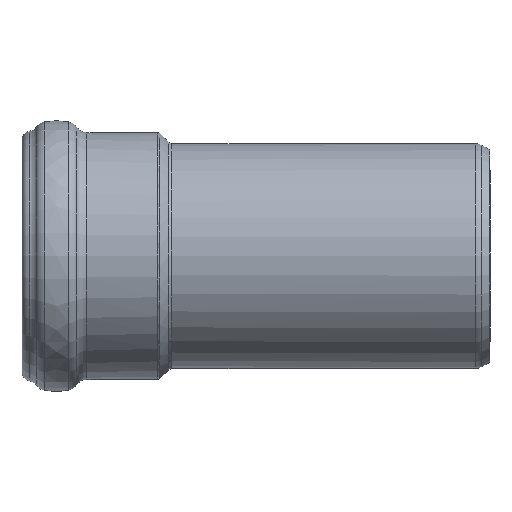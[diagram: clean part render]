
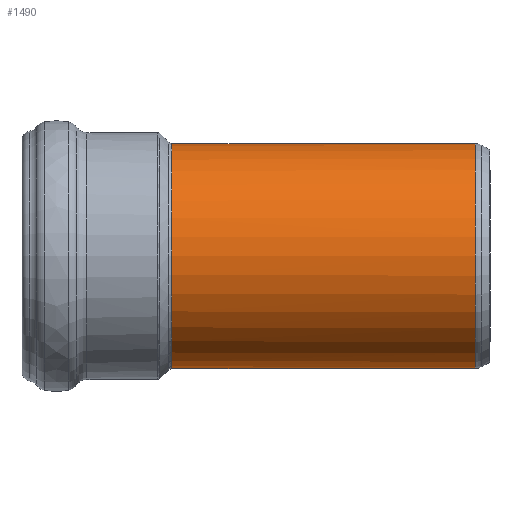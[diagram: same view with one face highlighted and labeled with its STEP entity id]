
A CAD part, left-side view. The second image highlights one B-rep face of the part: STEP entity #1490.
In plain terms, the highlighted cylindrical face has radius 45.1 mm (diameter 90.2 mm), a full revolution.
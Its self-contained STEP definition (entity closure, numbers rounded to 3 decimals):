
#35=LINE('',#2538,#60);
#60=VECTOR('',#1873,45.1);
#85=CYLINDRICAL_SURFACE('',#1597,45.1);
#106=B_SPLINE_CURVE_WITH_KNOTS('',3,(#2450,#2451,#2452,#2453,#2454,#2455,
#2456,#2457,#2458),.UNSPECIFIED.,.F.,.F.,(4,1,1,1,1,1,4),(-5.299,
-4.542,-3.785,-3.028,-2.271,
-1.514,0.),.UNSPECIFIED.);
#108=B_SPLINE_CURVE_WITH_KNOTS('',3,(#2494,#2495,#2496,#2497),
 .UNSPECIFIED.,.F.,.F.,(4,4),(-36.923,-36.593),
 .UNSPECIFIED.);
#110=B_SPLINE_CURVE_WITH_KNOTS('',3,(#2506,#2507,#2508,#2509,#2510,#2511,
#2512,#2513,#2514,#2515,#2516,#2517,#2518,#2519,#2520,#2521,#2522,#2523,
#2524,#2525,#2526,#2527,#2528,#2529,#2530,#2531,#2532,#2533,#2534,#2535,
#2536),.UNSPECIFIED.,.F.,.F.,(4,3,3,3,3,3,3,3,3,3,4),(-18.297,
-18.125,-18.057,-17.883,-17.709,
-17.471,-17.23,-17.099,-16.852,
-16.711,-16.621),.UNSPECIFIED.);
#111=B_SPLINE_CURVE_WITH_KNOTS('',3,(#2545,#2546,#2547,#2548,#2549),
 .UNSPECIFIED.,.F.,.F.,(4,1,4),(-19.972,-19.015,-18.297),
 .UNSPECIFIED.);
#112=B_SPLINE_CURVE_WITH_KNOTS('',3,(#2551,#2552,#2553,#2554,#2555,#2556,
#2557,#2558,#2559),.UNSPECIFIED.,.F.,.F.,(4,1,1,1,1,1,4),(-5.299,
-4.542,-3.785,-3.028,-2.271,-0.757,
0.),.UNSPECIFIED.);
#113=B_SPLINE_CURVE_WITH_KNOTS('',3,(#2561,#2562,#2563,#2564),
 .UNSPECIFIED.,.F.,.F.,(4,4),(-18.297,-17.966),
 .UNSPECIFIED.);
#160=FACE_OUTER_BOUND('',#240,.T.);
#240=EDGE_LOOP('',(#964,#965,#966,#967,#968,#969,#970,#971,#972,#973,#974,
#975));
#328=CIRCLE('',#1598,45.1);
#329=CIRCLE('',#1599,45.1);
#330=CIRCLE('',#1600,45.1);
#331=CIRCLE('',#1601,45.1);
#518=VERTEX_POINT('',#2447);
#519=VERTEX_POINT('',#2449);
#520=VERTEX_POINT('',#2493);
#522=VERTEX_POINT('',#2505);
#523=VERTEX_POINT('',#2537);
#524=VERTEX_POINT('',#2539);
#525=VERTEX_POINT('',#2541);
#526=VERTEX_POINT('',#2544);
#527=VERTEX_POINT('',#2550);
#528=VERTEX_POINT('',#2560);
#696=EDGE_CURVE('',#518,#519,#106,.T.);
#701=EDGE_CURVE('',#519,#520,#108,.T.);
#704=EDGE_CURVE('',#522,#518,#110,.T.);
#705=EDGE_CURVE('',#522,#523,#35,.T.);
#706=EDGE_CURVE('',#523,#524,#328,.T.);
#707=EDGE_CURVE('',#524,#525,#329,.T.);
#708=EDGE_CURVE('',#525,#523,#330,.T.);
#709=EDGE_CURVE('',#526,#522,#111,.T.);
#710=EDGE_CURVE('',#527,#526,#112,.T.);
#711=EDGE_CURVE('',#528,#527,#113,.T.);
#712=EDGE_CURVE('',#520,#528,#331,.T.);
#964=ORIENTED_EDGE('',*,*,#696,.F.);
#965=ORIENTED_EDGE('',*,*,#704,.F.);
#966=ORIENTED_EDGE('',*,*,#705,.T.);
#967=ORIENTED_EDGE('',*,*,#706,.T.);
#968=ORIENTED_EDGE('',*,*,#707,.T.);
#969=ORIENTED_EDGE('',*,*,#708,.T.);
#970=ORIENTED_EDGE('',*,*,#705,.F.);
#971=ORIENTED_EDGE('',*,*,#709,.F.);
#972=ORIENTED_EDGE('',*,*,#710,.F.);
#973=ORIENTED_EDGE('',*,*,#711,.F.);
#974=ORIENTED_EDGE('',*,*,#712,.F.);
#975=ORIENTED_EDGE('',*,*,#701,.F.);
#1490=ADVANCED_FACE('',(#160),#85,.T.);
#1597=AXIS2_PLACEMENT_3D('',#2504,#1871,#1872);
#1598=AXIS2_PLACEMENT_3D('',#2540,#1874,#1875);
#1599=AXIS2_PLACEMENT_3D('',#2542,#1876,#1877);
#1600=AXIS2_PLACEMENT_3D('',#2543,#1878,#1879);
#1601=AXIS2_PLACEMENT_3D('',#2565,#1880,#1881);
#1871=DIRECTION('center_axis',(0.,1.,0.));
#1872=DIRECTION('ref_axis',(-1.,0.,0.));
#1873=DIRECTION('',(0.,-1.,0.));
#1874=DIRECTION('center_axis',(0.,1.,0.));
#1875=DIRECTION('ref_axis',(1.,0.,0.));
#1876=DIRECTION('center_axis',(0.,1.,0.));
#1877=DIRECTION('ref_axis',(1.,0.,0.));
#1878=DIRECTION('center_axis',(0.,1.,0.));
#1879=DIRECTION('ref_axis',(1.,0.,0.));
#1880=DIRECTION('center_axis',(0.,1.,0.));
#1881=DIRECTION('ref_axis',(1.,0.,0.));
#2447=CARTESIAN_POINT('',(42.559,80.81,-14.924));
#2449=CARTESIAN_POINT('',(40.684,125.19,-19.464));
#2450=CARTESIAN_POINT('Ctrl Pts',(42.559,80.81,-14.924));
#2451=CARTESIAN_POINT('Ctrl Pts',(41.863,82.093,-16.909));
#2452=CARTESIAN_POINT('Ctrl Pts',(40.285,85.147,-20.512));
#2453=CARTESIAN_POINT('Ctrl Pts',(37.858,90.961,-24.622));
#2454=CARTESIAN_POINT('Ctrl Pts',(35.975,97.851,-27.224));
#2455=CARTESIAN_POINT('Ctrl Pts',(35.349,105.462,-28.));
#2456=CARTESIAN_POINT('Ctrl Pts',(36.625,115.472,-26.396));
#2457=CARTESIAN_POINT('Ctrl Pts',(39.126,121.789,-22.719));
#2458=CARTESIAN_POINT('Ctrl Pts',(40.684,125.19,-19.464));
#2493=CARTESIAN_POINT('',(41.612,127.512,-17.392));
#2494=CARTESIAN_POINT('Ctrl Pts',(40.684,125.19,-19.464));
#2495=CARTESIAN_POINT('Ctrl Pts',(40.994,126.002,-18.815));
#2496=CARTESIAN_POINT('Ctrl Pts',(41.306,126.777,-18.124));
#2497=CARTESIAN_POINT('Ctrl Pts',(41.612,127.512,-17.392));
#2504=CARTESIAN_POINT('Origin',(0.,66.676,
0.));
#2505=CARTESIAN_POINT('',(45.1,75.763,0.));
#2506=CARTESIAN_POINT('Ctrl Pts',(45.1,75.763,0.));
#2507=CARTESIAN_POINT('Ctrl Pts',(45.1,75.763,-0.555));
#2508=CARTESIAN_POINT('Ctrl Pts',(45.091,75.782,-1.11));
#2509=CARTESIAN_POINT('Ctrl Pts',(45.071,75.82,-1.663));
#2510=CARTESIAN_POINT('Ctrl Pts',(45.063,75.834,-1.88));
#2511=CARTESIAN_POINT('Ctrl Pts',(45.054,75.852,-2.097));
#2512=CARTESIAN_POINT('Ctrl Pts',(45.043,75.873,-2.314));
#2513=CARTESIAN_POINT('Ctrl Pts',(45.014,75.926,-2.873));
#2514=CARTESIAN_POINT('Ctrl Pts',(44.975,75.999,-3.429));
#2515=CARTESIAN_POINT('Ctrl Pts',(44.925,76.091,-3.982));
#2516=CARTESIAN_POINT('Ctrl Pts',(44.876,76.183,-4.534));
#2517=CARTESIAN_POINT('Ctrl Pts',(44.816,76.294,-5.083));
#2518=CARTESIAN_POINT('Ctrl Pts',(44.748,76.424,-5.626));
#2519=CARTESIAN_POINT('Ctrl Pts',(44.654,76.6,-6.369));
#2520=CARTESIAN_POINT('Ctrl Pts',(44.542,76.811,-7.102));
#2521=CARTESIAN_POINT('Ctrl Pts',(44.416,77.055,-7.822));
#2522=CARTESIAN_POINT('Ctrl Pts',(44.288,77.301,-8.551));
#2523=CARTESIAN_POINT('Ctrl Pts',(44.143,77.58,-9.267));
#2524=CARTESIAN_POINT('Ctrl Pts',(43.985,77.891,-9.966));
#2525=CARTESIAN_POINT('Ctrl Pts',(43.9,78.059,-10.345));
#2526=CARTESIAN_POINT('Ctrl Pts',(43.81,78.236,-10.718));
#2527=CARTESIAN_POINT('Ctrl Pts',(43.717,78.422,-11.087));
#2528=CARTESIAN_POINT('Ctrl Pts',(43.54,78.776,-11.787));
#2529=CARTESIAN_POINT('Ctrl Pts',(43.349,79.161,-12.467));
#2530=CARTESIAN_POINT('Ctrl Pts',(43.148,79.575,-13.127));
#2531=CARTESIAN_POINT('Ctrl Pts',(43.033,79.811,-13.504));
#2532=CARTESIAN_POINT('Ctrl Pts',(42.915,80.056,-13.873));
#2533=CARTESIAN_POINT('Ctrl Pts',(42.794,80.311,-14.236));
#2534=CARTESIAN_POINT('Ctrl Pts',(42.717,80.474,-14.468));
#2535=CARTESIAN_POINT('Ctrl Pts',(42.639,80.64,-14.698));
#2536=CARTESIAN_POINT('Ctrl Pts',(42.559,80.81,-14.924));
#2537=CARTESIAN_POINT('',(45.1,5.84,0.));
#2538=CARTESIAN_POINT('',(45.1,66.676,0.));
#2539=CARTESIAN_POINT('',(0.,5.84,-45.1));
#2540=CARTESIAN_POINT('Origin',(0.,5.84,
0.));
#2541=CARTESIAN_POINT('',(-45.1,5.84,0.));
#2542=CARTESIAN_POINT('Origin',(0.,5.84,
0.));
#2543=CARTESIAN_POINT('Origin',(0.,5.84,
0.));
#2544=CARTESIAN_POINT('',(42.559,80.81,14.924));
#2545=CARTESIAN_POINT('Ctrl Pts',(42.559,80.81,14.924));
#2546=CARTESIAN_POINT('Ctrl Pts',(43.402,79.004,12.52));
#2547=CARTESIAN_POINT('Ctrl Pts',(44.677,76.544,7.726));
#2548=CARTESIAN_POINT('Ctrl Pts',(45.097,75.767,2.316));
#2549=CARTESIAN_POINT('Ctrl Pts',(45.1,75.763,0.));
#2550=CARTESIAN_POINT('',(40.684,125.19,19.464));
#2551=CARTESIAN_POINT('Ctrl Pts',(40.684,125.19,19.464));
#2552=CARTESIAN_POINT('Ctrl Pts',(39.905,123.49,21.091));
#2553=CARTESIAN_POINT('Ctrl Pts',(38.304,119.689,23.933));
#2554=CARTESIAN_POINT('Ctrl Pts',(36.302,112.967,26.799));
#2555=CARTESIAN_POINT('Ctrl Pts',(35.353,105.466,27.997));
#2556=CARTESIAN_POINT('Ctrl Pts',(36.187,95.297,26.961));
#2557=CARTESIAN_POINT('Ctrl Pts',(39.51,86.653,22.301));
#2558=CARTESIAN_POINT('Ctrl Pts',(41.863,82.093,16.908));
#2559=CARTESIAN_POINT('Ctrl Pts',(42.559,80.81,14.924));
#2560=CARTESIAN_POINT('',(41.612,127.512,17.392));
#2561=CARTESIAN_POINT('Ctrl Pts',(41.612,127.512,17.392));
#2562=CARTESIAN_POINT('Ctrl Pts',(41.306,126.777,18.124));
#2563=CARTESIAN_POINT('Ctrl Pts',(40.994,126.002,18.815));
#2564=CARTESIAN_POINT('Ctrl Pts',(40.684,125.19,19.464));
#2565=CARTESIAN_POINT('Origin',(0.,127.512,0.));
